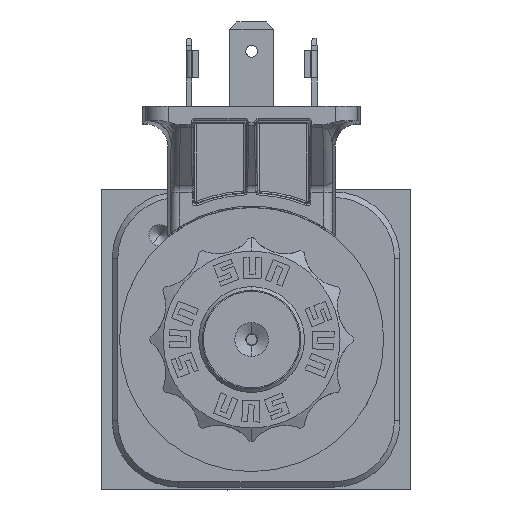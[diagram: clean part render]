
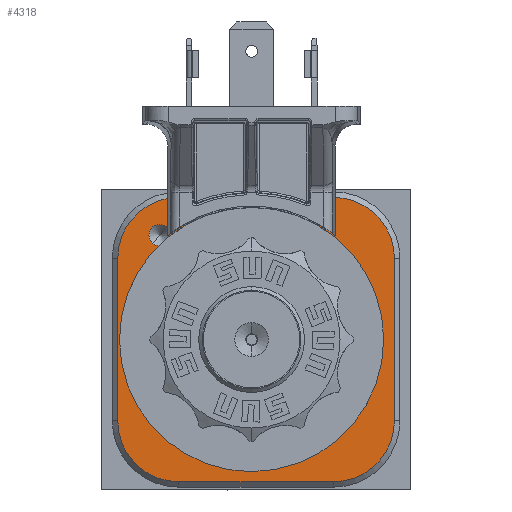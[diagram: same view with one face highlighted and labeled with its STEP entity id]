
A CAD part, front view. The second image highlights one B-rep face of the part: STEP entity #4318.
In plain terms, the highlighted planar face has unit normal (0, -1, 0).
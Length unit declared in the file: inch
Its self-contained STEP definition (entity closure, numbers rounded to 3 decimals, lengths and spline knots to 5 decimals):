
#1279=CARTESIAN_POINT('',(0.85,-3.25,0.85));
#1280=DIRECTION('',(0.,1.,0.));
#1281=DIRECTION('',(0.,0.,-1.));
#1282=AXIS2_PLACEMENT_3D('',#1279,#1280,#1281);
#1284=CARTESIAN_POINT('',(0.85,-3.25,0.85));
#1285=DIRECTION('',(0.,1.,0.));
#1286=DIRECTION('',(0.,0.,1.));
#1287=AXIS2_PLACEMENT_3D('',#1284,#1285,#1286);
#1289=CARTESIAN_POINT('',(0.33,-3.25,1.44));
#1290=DIRECTION('',(0.,1.,0.));
#1291=DIRECTION('',(-0.643,0.,-0.766));
#1292=AXIS2_PLACEMENT_3D('',#1289,#1290,#1291);
#1294=CARTESIAN_POINT('',(0.33,-3.25,1.44));
#1295=DIRECTION('',(0.,1.,0.));
#1296=DIRECTION('',(0.643,0.,0.766));
#1297=AXIS2_PLACEMENT_3D('',#1294,#1295,#1296);
#1299=CARTESIAN_POINT('',(1.313,-3.25,1.309));
#1300=DIRECTION('',(0.,1.,0.));
#1301=DIRECTION('',(0.,0.,1.));
#1302=AXIS2_PLACEMENT_3D('',#1299,#1300,#1301);
#1313=DIRECTION('',(1.,0.,0.));
#1314=VECTOR('',#1313,0.875);
#1315=CARTESIAN_POINT('',(0.438,-3.25,1.653));
#1316=LINE('',#1315,#1314);
#1325=CARTESIAN_POINT('',(0.438,-3.25,1.309));
#1326=DIRECTION('',(0.,1.,0.));
#1327=DIRECTION('',(-1.,0.,0.));
#1328=AXIS2_PLACEMENT_3D('',#1325,#1326,#1327);
#1339=DIRECTION('',(0.,0.,1.));
#1340=VECTOR('',#1339,0.918);
#1341=CARTESIAN_POINT('',(0.094,-3.25,0.391));
#1342=LINE('',#1341,#1340);
#1351=CARTESIAN_POINT('',(0.438,-3.25,0.391));
#1352=DIRECTION('',(0.,1.,0.));
#1353=DIRECTION('',(0.,0.,-1.));
#1354=AXIS2_PLACEMENT_3D('',#1351,#1352,#1353);
#1365=DIRECTION('',(-1.,0.,0.));
#1366=VECTOR('',#1365,0.875);
#1367=CARTESIAN_POINT('',(1.313,-3.25,0.047));
#1368=LINE('',#1367,#1366);
#1373=CARTESIAN_POINT('',(1.313,-3.25,0.391));
#1374=DIRECTION('',(0.,1.,0.));
#1375=DIRECTION('',(1.,0.,0.));
#1376=AXIS2_PLACEMENT_3D('',#1373,#1374,#1375);
#1391=DIRECTION('',(0.,0.,-1.));
#1392=VECTOR('',#1391,0.918);
#1393=CARTESIAN_POINT('',(1.657,-3.25,1.309));
#1394=LINE('',#1393,#1392);
#2971=CARTESIAN_POINT('',(0.85,-3.25,0.4195));
#2972=CARTESIAN_POINT('',(0.85,-3.25,1.2805));
#2973=VERTEX_POINT('',#2971);
#2974=VERTEX_POINT('',#2972);
#3009=CARTESIAN_POINT('',(1.313,-3.25,0.047));
#3010=CARTESIAN_POINT('',(0.438,-3.25,0.047));
#3011=VERTEX_POINT('',#3009);
#3012=VERTEX_POINT('',#3010);
#3017=CARTESIAN_POINT('',(0.094,-3.25,0.391));
#3018=VERTEX_POINT('',#3017);
#3021=CARTESIAN_POINT('',(0.094,-3.25,1.309));
#3022=VERTEX_POINT('',#3021);
#3025=CARTESIAN_POINT('',(0.438,-3.25,1.653));
#3026=VERTEX_POINT('',#3025);
#3029=CARTESIAN_POINT('',(1.313,-3.25,1.653));
#3030=VERTEX_POINT('',#3029);
#3033=CARTESIAN_POINT('',(1.657,-3.25,1.309));
#3034=VERTEX_POINT('',#3033);
#3037=CARTESIAN_POINT('',(1.657,-3.25,0.391));
#3038=VERTEX_POINT('',#3037);
#3041=CARTESIAN_POINT('',(0.29143,-3.25,1.39404));
#3042=CARTESIAN_POINT('',(0.36857,-3.25,1.48596));
#3043=VERTEX_POINT('',#3041);
#3044=VERTEX_POINT('',#3042);
#4284=CARTESIAN_POINT('',(0.,-3.25,0.));
#4285=DIRECTION('',(0.,-1.,0.));
#4286=DIRECTION('',(1.,0.,0.));
#4287=AXIS2_PLACEMENT_3D('',#4284,#4285,#4286);
#4288=PLANE('',#4287);
#4290=ORIENTED_EDGE('',*,*,#4289,.T.);
#4292=ORIENTED_EDGE('',*,*,#4291,.T.);
#4294=ORIENTED_EDGE('',*,*,#4293,.T.);
#4296=ORIENTED_EDGE('',*,*,#4295,.T.);
#4298=ORIENTED_EDGE('',*,*,#4297,.T.);
#4300=ORIENTED_EDGE('',*,*,#4299,.T.);
#4302=ORIENTED_EDGE('',*,*,#4301,.T.);
#4304=ORIENTED_EDGE('',*,*,#4303,.T.);
#4305=EDGE_LOOP('',(#4290,#4292,#4294,#4296,#4298,#4300,#4302,#4304));
#4306=FACE_OUTER_BOUND('',#4305,.F.);
#4308=ORIENTED_EDGE('',*,*,#4307,.F.);
#4309=ORIENTED_EDGE('',*,*,#4274,.F.);
#4310=EDGE_LOOP('',(#4308,#4309));
#4311=FACE_BOUND('',#4310,.F.);
#4313=ORIENTED_EDGE('',*,*,#4312,.F.);
#4315=ORIENTED_EDGE('',*,*,#4314,.F.);
#4316=EDGE_LOOP('',(#4313,#4315));
#4317=FACE_BOUND('',#4316,.F.);
#4318=ADVANCED_FACE('',(#4306,#4311,#4317),#4288,.T.);
#1283=CIRCLE('',#1282,0.4305);
#1288=CIRCLE('',#1287,0.4305);
#1293=CIRCLE('',#1292,0.06);
#1298=CIRCLE('',#1297,0.06);
#1303=CIRCLE('',#1302,0.344);
#1329=CIRCLE('',#1328,0.344);
#1355=CIRCLE('',#1354,0.344);
#1377=CIRCLE('',#1376,0.344);
#4274=EDGE_CURVE('',#2974,#2973,#1288,.T.);
#4289=EDGE_CURVE('',#3030,#3034,#1303,.T.);
#4291=EDGE_CURVE('',#3034,#3038,#1394,.T.);
#4293=EDGE_CURVE('',#3038,#3011,#1377,.T.);
#4295=EDGE_CURVE('',#3011,#3012,#1368,.T.);
#4297=EDGE_CURVE('',#3012,#3018,#1355,.T.);
#4299=EDGE_CURVE('',#3018,#3022,#1342,.T.);
#4301=EDGE_CURVE('',#3022,#3026,#1329,.T.);
#4303=EDGE_CURVE('',#3026,#3030,#1316,.T.);
#4307=EDGE_CURVE('',#2973,#2974,#1283,.T.);
#4312=EDGE_CURVE('',#3043,#3044,#1293,.T.);
#4314=EDGE_CURVE('',#3044,#3043,#1298,.T.);
